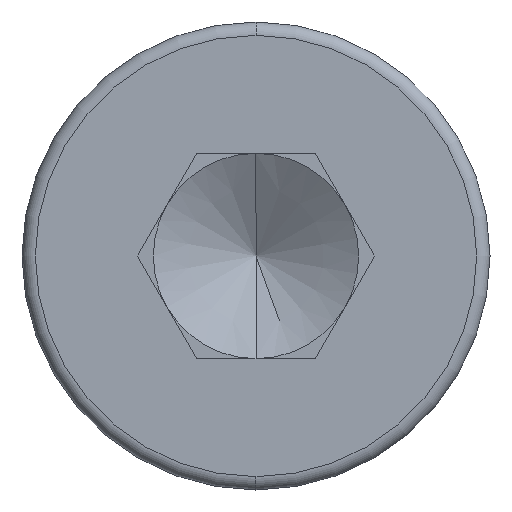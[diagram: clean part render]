
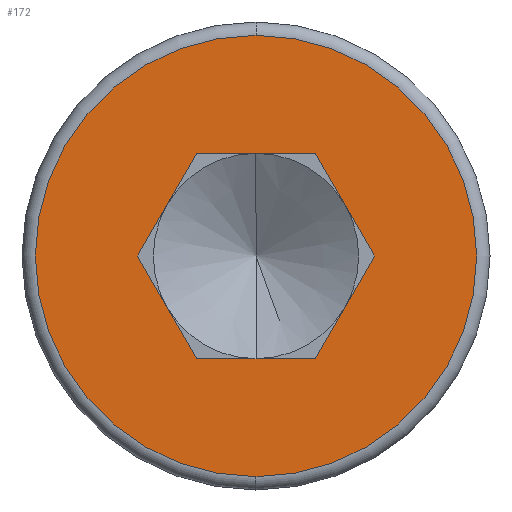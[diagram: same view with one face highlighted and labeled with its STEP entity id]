
A CAD part, left-side view. The second image highlights one B-rep face of the part: STEP entity #172.
In plain terms, the highlighted planar face has unit normal (-1, 0, 0).
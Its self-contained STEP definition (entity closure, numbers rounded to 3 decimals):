
#4 = EDGE_LOOP ( 'NONE', ( #383, #135, #190, #379, #531, #344 ) ) ;
#6 = CARTESIAN_POINT ( 'NONE',  ( 0., 0.887, -1.536 ) ) ;
#11 = CARTESIAN_POINT ( 'NONE',  ( 0., 0., 3.3 ) ) ;
#20 = VERTEX_POINT ( 'NONE', #603 ) ;
#36 = DIRECTION ( 'NONE',  ( 0., 0., 1. ) ) ;
#39 = ORIENTED_EDGE ( 'NONE', *, *, #105, .T. ) ;
#41 = CARTESIAN_POINT ( 'NONE',  ( 0., -0.887, 1.535 ) ) ;
#53 = EDGE_CURVE ( 'NONE', #187, #142, #521, .T. ) ;
#56 = VECTOR ( 'NONE', #588, 1000. ) ;
#90 = CARTESIAN_POINT ( 'NONE',  ( 0., -0.887, 1.535 ) ) ;
#101 = CARTESIAN_POINT ( 'NONE',  ( 0., 0.887, -1.536 ) ) ;
#102 = DIRECTION ( 'NONE',  ( 0., -0.5, 0.866 ) ) ;
#103 = CARTESIAN_POINT ( 'NONE',  ( 0., -0.887, 1.535 ) ) ;
#105 = EDGE_CURVE ( 'NONE', #252, #534, #666, .T. ) ;
#112 = VERTEX_POINT ( 'NONE', #716 ) ;
#127 = EDGE_LOOP ( 'NONE', ( #371, #39 ) ) ;
#130 = LINE ( 'NONE', #101, #640 ) ;
#135 = ORIENTED_EDGE ( 'NONE', *, *, #53, .F. ) ;
#142 = VERTEX_POINT ( 'NONE', #641 ) ;
#143 = CARTESIAN_POINT ( 'NONE',  ( 0., 0., 0. ) ) ;
#147 = DIRECTION ( 'NONE',  ( 0., -1., 0. ) ) ;
#156 = CARTESIAN_POINT ( 'NONE',  ( 0., 1.773, 0. ) ) ;
#159 = CARTESIAN_POINT ( 'NONE',  ( 0., 0., -3.3 ) ) ;
#164 = CARTESIAN_POINT ( 'NONE',  ( 0., -1.773, 0. ) ) ;
#172 = ADVANCED_FACE ( 'NONE', ( #527, #386 ), #373, .T. ) ;
#179 = DIRECTION ( 'NONE',  ( 0., 1., 0. ) ) ;
#185 = EDGE_CURVE ( 'NONE', #534, #252, #612, .T. ) ;
#187 = VERTEX_POINT ( 'NONE', #103 ) ;
#190 = ORIENTED_EDGE ( 'NONE', *, *, #511, .T. ) ;
#252 = VERTEX_POINT ( 'NONE', #159 ) ;
#255 = DIRECTION ( 'NONE',  ( 0., 0., 1. ) ) ;
#287 = CARTESIAN_POINT ( 'NONE',  ( 0., -1.773, 0. ) ) ;
#296 = DIRECTION ( 'NONE',  ( -1., 0., 0. ) ) ;
#317 = LINE ( 'NONE', #156, #56 ) ;
#338 = DIRECTION ( 'NONE',  ( -1., 0., 0. ) ) ;
#342 = VERTEX_POINT ( 'NONE', #287 ) ;
#344 = ORIENTED_EDGE ( 'NONE', *, *, #589, .F. ) ;
#350 = AXIS2_PLACEMENT_3D ( 'NONE', #542, #338, #560 ) ;
#371 = ORIENTED_EDGE ( 'NONE', *, *, #185, .T. ) ;
#373 = PLANE ( 'NONE',  #734 ) ;
#379 = ORIENTED_EDGE ( 'NONE', *, *, #707, .T. ) ;
#383 = ORIENTED_EDGE ( 'NONE', *, *, #491, .T. ) ;
#386 = FACE_OUTER_BOUND ( 'NONE', #127, .T. ) ;
#389 = CARTESIAN_POINT ( 'NONE',  ( 0., 0., 0. ) ) ;
#402 = LINE ( 'NONE', #164, #505 ) ;
#456 = EDGE_CURVE ( 'NONE', #533, #20, #130, .T. ) ;
#458 = VECTOR ( 'NONE', #179, 1000. ) ;
#491 = EDGE_CURVE ( 'NONE', #112, #142, #786, .T. ) ;
#505 = VECTOR ( 'NONE', #596, 1000. ) ;
#511 = EDGE_CURVE ( 'NONE', #187, #342, #781, .T. ) ;
#521 = LINE ( 'NONE', #90, #458 ) ;
#527 = FACE_BOUND ( 'NONE', #4, .T. ) ;
#531 = ORIENTED_EDGE ( 'NONE', *, *, #456, .F. ) ;
#533 = VERTEX_POINT ( 'NONE', #6 ) ;
#534 = VERTEX_POINT ( 'NONE', #11 ) ;
#542 = CARTESIAN_POINT ( 'NONE',  ( 0., 0., 0. ) ) ;
#560 = DIRECTION ( 'NONE',  ( 0., 0., 1. ) ) ;
#588 = DIRECTION ( 'NONE',  ( 0., -0.5, -0.866 ) ) ;
#589 = EDGE_CURVE ( 'NONE', #112, #533, #317, .T. ) ;
#596 = DIRECTION ( 'NONE',  ( 0., 0.5, -0.866 ) ) ;
#603 = CARTESIAN_POINT ( 'NONE',  ( 0., -0.887, -1.536 ) ) ;
#612 = CIRCLE ( 'NONE', #783, 3.3 ) ;
#617 = CARTESIAN_POINT ( 'NONE',  ( 0., 1.773, 0. ) ) ;
#640 = VECTOR ( 'NONE', #147, 1000. ) ;
#641 = CARTESIAN_POINT ( 'NONE',  ( 0., 0.887, 1.535 ) ) ;
#666 = CIRCLE ( 'NONE', #350, 3.3 ) ;
#707 = EDGE_CURVE ( 'NONE', #342, #20, #402, .T. ) ;
#712 = VECTOR ( 'NONE', #765, 1000. ) ;
#716 = CARTESIAN_POINT ( 'NONE',  ( 0., 1.773, 0. ) ) ;
#734 = AXIS2_PLACEMENT_3D ( 'NONE', #389, #296, #255 ) ;
#741 = VECTOR ( 'NONE', #102, 1000. ) ;
#754 = DIRECTION ( 'NONE',  ( -1., 0., 0. ) ) ;
#765 = DIRECTION ( 'NONE',  ( 0., -0.5, -0.866 ) ) ;
#781 = LINE ( 'NONE', #41, #712 ) ;
#783 = AXIS2_PLACEMENT_3D ( 'NONE', #143, #754, #36 ) ;
#786 = LINE ( 'NONE', #617, #741 ) ;
